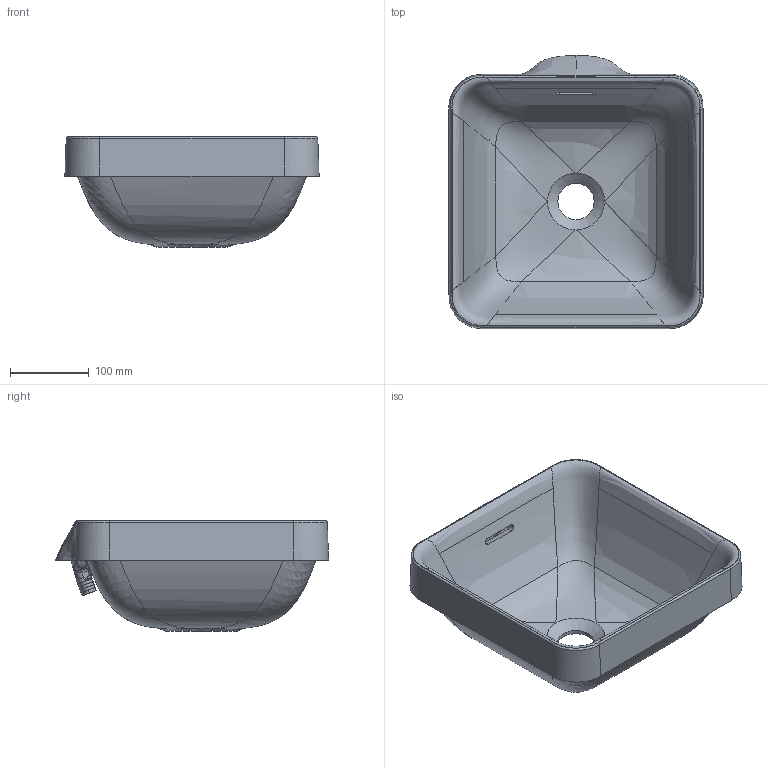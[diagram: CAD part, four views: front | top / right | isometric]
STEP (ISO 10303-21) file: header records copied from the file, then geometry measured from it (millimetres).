
FILE_DESCRIPTION(/* description */ (''),/* implementation_level */ '2;1');
FILE_NAME(/* name */ '15-090_M7648A_new s-tp.stp',/* time_stamp */ '2019-04-18T09:26:03+02:00',/* author */ (''),/* organization */ (''),/* preprocessor_version */ 'ST-DEVELOPER v15',/* originating_system */ 'SIEMENS PLM Software NX 8.5',/* authorisation */ '');
FILE_SCHEMA (('AUTOMOTIVE_DESIGN { 1 0 10303 214 3 1 1 1 }'));
Products named in the file (1): Robe1D7C70915b20
Bounding box: 321.89 x 345.89 x 140 mm (x, y, z)
Volume: 2447719.9 mm3; surface area: 399300.7 mm2
Topology: 2 solids, 2 shells, 355 faces, 911 edges, 552 vertices
Faces by surface type: bspline 187, cylinder 80, plane 49, torus 24, extrusion 14, cone 1
Full cylindrical faces by diameter (mm): 6 x2, 46 x1
Entity records: 532374 total; most frequent: CARTESIAN_POINT 525290, ORIENTED_EDGE 1788, DIRECTION 974, EDGE_CURVE 894, VERTEX_POINT 551, B_SPLINE_CURVE_WITH_KNOTS 476, AXIS2_PLACEMENT_3D 378, EDGE_LOOP 373
